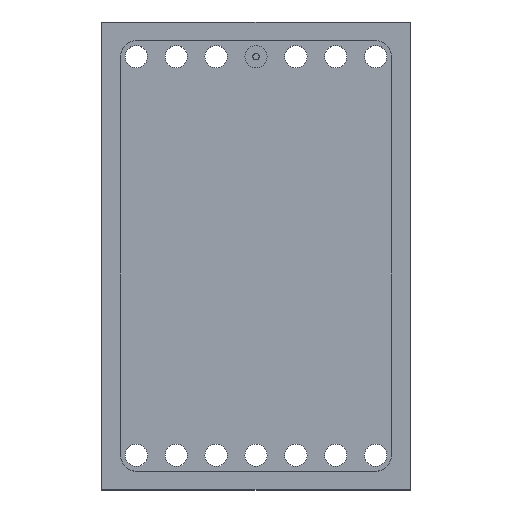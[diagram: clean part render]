
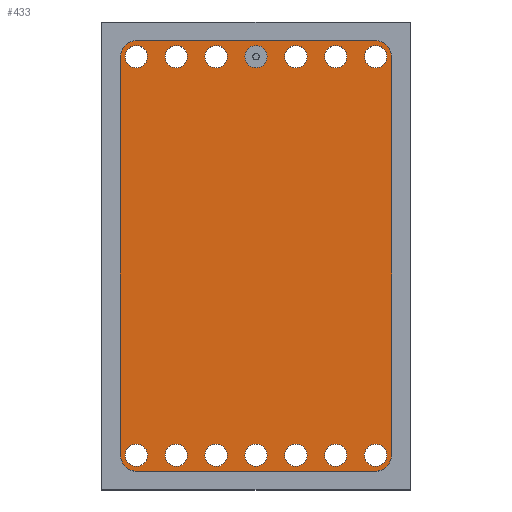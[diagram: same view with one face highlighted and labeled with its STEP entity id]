
A CAD part, top view. The second image highlights one B-rep face of the part: STEP entity #433.
In plain terms, the highlighted planar face has unit normal (0, 0, 1).
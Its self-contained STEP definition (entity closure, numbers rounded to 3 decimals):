
#433=ADVANCED_FACE('',(#793,#795,#797,#799,#801,#803,#805,#807,#809,#811,#813,#815,
#817,#819,#821),#823,.F.);
#793=FACE_BOUND('',#794,.T.);
#794=EDGE_LOOP('',(#1021,#1022,#1023,#1024,#1025,#1026,#1027,#1028));
#795=FACE_BOUND('',#796,.T.);
#796=EDGE_LOOP('',(#1029));
#797=FACE_BOUND('',#798,.T.);
#798=EDGE_LOOP('',(#1030));
#799=FACE_BOUND('',#800,.T.);
#800=EDGE_LOOP('',(#1031));
#801=FACE_BOUND('',#802,.T.);
#802=EDGE_LOOP('',(#1032));
#803=FACE_BOUND('',#804,.T.);
#804=EDGE_LOOP('',(#1033));
#805=FACE_BOUND('',#806,.T.);
#806=EDGE_LOOP('',(#1034));
#807=FACE_BOUND('',#808,.T.);
#808=EDGE_LOOP('',(#1035));
#809=FACE_BOUND('',#810,.T.);
#810=EDGE_LOOP('',(#1036));
#811=FACE_BOUND('',#812,.T.);
#812=EDGE_LOOP('',(#1037));
#813=FACE_BOUND('',#814,.T.);
#814=EDGE_LOOP('',(#1038));
#815=FACE_BOUND('',#816,.T.);
#816=EDGE_LOOP('',(#1039));
#817=FACE_BOUND('',#818,.T.);
#818=EDGE_LOOP('',(#1040));
#819=FACE_BOUND('',#820,.T.);
#820=EDGE_LOOP('',(#1041));
#821=FACE_BOUND('',#822,.T.);
#822=EDGE_LOOP('',(#1042));
#823=PLANE('',#824);
#824=AXIS2_PLACEMENT_3D('',#825,#826,#827);
#825=CARTESIAN_POINT('',(0.,0.,1.2));
#826=DIRECTION('',(-0.,0.,-1.));
#827=DIRECTION('',(-1.,0.,0.));
#1021=ORIENTED_EDGE('',*,*,#1137,.F.);
#1022=ORIENTED_EDGE('',*,*,#1138,.F.);
#1023=ORIENTED_EDGE('',*,*,#1139,.F.);
#1024=ORIENTED_EDGE('',*,*,#1140,.F.);
#1025=ORIENTED_EDGE('',*,*,#1141,.F.);
#1026=ORIENTED_EDGE('',*,*,#1142,.F.);
#1027=ORIENTED_EDGE('',*,*,#1143,.F.);
#1028=ORIENTED_EDGE('',*,*,#1144,.F.);
#1029=ORIENTED_EDGE('',*,*,#1128,.T.);
#1030=ORIENTED_EDGE('',*,*,#1127,.T.);
#1031=ORIENTED_EDGE('',*,*,#1126,.T.);
#1032=ORIENTED_EDGE('',*,*,#1125,.T.);
#1033=ORIENTED_EDGE('',*,*,#1124,.T.);
#1034=ORIENTED_EDGE('',*,*,#1123,.T.);
#1035=ORIENTED_EDGE('',*,*,#1122,.T.);
#1036=ORIENTED_EDGE('',*,*,#1121,.T.);
#1037=ORIENTED_EDGE('',*,*,#1120,.T.);
#1038=ORIENTED_EDGE('',*,*,#1119,.T.);
#1039=ORIENTED_EDGE('',*,*,#1118,.T.);
#1040=ORIENTED_EDGE('',*,*,#1117,.T.);
#1041=ORIENTED_EDGE('',*,*,#1116,.T.);
#1042=ORIENTED_EDGE('',*,*,#1115,.T.);
#1115=EDGE_CURVE('',#1211,#1211,#1212,.F.);
#1116=EDGE_CURVE('',#1213,#1213,#1214,.F.);
#1117=EDGE_CURVE('',#1215,#1215,#1216,.F.);
#1118=EDGE_CURVE('',#1217,#1217,#1218,.F.);
#1119=EDGE_CURVE('',#1219,#1219,#1220,.F.);
#1120=EDGE_CURVE('',#1221,#1221,#1222,.F.);
#1121=EDGE_CURVE('',#1223,#1223,#1224,.F.);
#1122=EDGE_CURVE('',#1225,#1225,#1226,.F.);
#1123=EDGE_CURVE('',#1227,#1227,#1228,.F.);
#1124=EDGE_CURVE('',#1229,#1229,#1230,.F.);
#1125=EDGE_CURVE('',#1231,#1231,#1232,.F.);
#1126=EDGE_CURVE('',#1233,#1233,#1234,.F.);
#1127=EDGE_CURVE('',#1235,#1235,#1236,.F.);
#1128=EDGE_CURVE('',#1237,#1237,#1238,.F.);
#1137=EDGE_CURVE('',#1255,#1256,#1257,.F.);
#1138=EDGE_CURVE('',#1258,#1255,#1259,.T.);
#1139=EDGE_CURVE('',#1260,#1258,#1261,.F.);
#1140=EDGE_CURVE('',#1262,#1260,#1263,.T.);
#1141=EDGE_CURVE('',#1264,#1262,#1265,.F.);
#1142=EDGE_CURVE('',#1266,#1264,#1267,.T.);
#1143=EDGE_CURVE('',#1268,#1266,#1269,.F.);
#1144=EDGE_CURVE('',#1256,#1268,#1270,.T.);
#1211=VERTEX_POINT('',#1415);
#1212=CIRCLE('',#1416,0.7);
#1213=VERTEX_POINT('',#1420);
#1214=CIRCLE('',#1421,0.7);
#1215=VERTEX_POINT('',#1425);
#1216=CIRCLE('',#1426,0.7);
#1217=VERTEX_POINT('',#1430);
#1218=CIRCLE('',#1431,0.7);
#1219=VERTEX_POINT('',#1435);
#1220=CIRCLE('',#1436,0.7);
#1221=VERTEX_POINT('',#1440);
#1222=CIRCLE('',#1441,0.7);
#1223=VERTEX_POINT('',#1445);
#1224=CIRCLE('',#1446,0.7);
#1225=VERTEX_POINT('',#1450);
#1226=CIRCLE('',#1451,0.7);
#1227=VERTEX_POINT('',#1455);
#1228=CIRCLE('',#1456,0.7);
#1229=VERTEX_POINT('',#1460);
#1230=CIRCLE('',#1461,0.7);
#1231=VERTEX_POINT('',#1465);
#1232=CIRCLE('',#1466,0.7);
#1233=VERTEX_POINT('',#1470);
#1234=CIRCLE('',#1471,0.7);
#1235=VERTEX_POINT('',#1475);
#1236=CIRCLE('',#1476,0.7);
#1237=VERTEX_POINT('',#1480);
#1238=CIRCLE('',#1481,0.7);
#1255=VERTEX_POINT('',#1521);
#1256=VERTEX_POINT('',#1522);
#1257=CIRCLE('',#1523,1.);
#1258=VERTEX_POINT('',#1527);
#1259=LINE('',#1528,#1529);
#1260=VERTEX_POINT('',#1531);
#1261=CIRCLE('',#1532,1.);
#1262=VERTEX_POINT('',#1536);
#1263=LINE('',#1537,#1538);
#1264=VERTEX_POINT('',#1540);
#1265=CIRCLE('',#1541,1.);
#1266=VERTEX_POINT('',#1545);
#1267=LINE('',#1546,#1547);
#1268=VERTEX_POINT('',#1549);
#1269=CIRCLE('',#1550,1.);
#1270=LINE('',#1554,#1555);
#1415=CARTESIAN_POINT('',(0.7,12.5,1.2));
#1416=AXIS2_PLACEMENT_3D('',#1417,#1418,#1419);
#1417=CARTESIAN_POINT('',(0.,12.5,1.2));
#1418=DIRECTION('',(0.,-0.,1.));
#1419=DIRECTION('',(1.,0.,-0.));
#1420=CARTESIAN_POINT('',(3.2,12.5,1.2));
#1421=AXIS2_PLACEMENT_3D('',#1422,#1423,#1424);
#1422=CARTESIAN_POINT('',(2.5,12.5,1.2));
#1423=DIRECTION('',(0.,-0.,1.));
#1424=DIRECTION('',(1.,0.,-0.));
#1425=CARTESIAN_POINT('',(5.7,12.5,1.2));
#1426=AXIS2_PLACEMENT_3D('',#1427,#1428,#1429);
#1427=CARTESIAN_POINT('',(5.,12.5,1.2));
#1428=DIRECTION('',(0.,-0.,1.));
#1429=DIRECTION('',(1.,0.,-0.));
#1430=CARTESIAN_POINT('',(8.2,12.5,1.2));
#1431=AXIS2_PLACEMENT_3D('',#1432,#1433,#1434);
#1432=CARTESIAN_POINT('',(7.5,12.5,1.2));
#1433=DIRECTION('',(0.,-0.,1.));
#1434=DIRECTION('',(1.,0.,-0.));
#1435=CARTESIAN_POINT('',(3.2,-12.5,1.2));
#1436=AXIS2_PLACEMENT_3D('',#1437,#1438,#1439);
#1437=CARTESIAN_POINT('',(2.5,-12.5,1.2));
#1438=DIRECTION('',(0.,-0.,1.));
#1439=DIRECTION('',(1.,0.,-0.));
#1440=CARTESIAN_POINT('',(5.7,-12.5,1.2));
#1441=AXIS2_PLACEMENT_3D('',#1442,#1443,#1444);
#1442=CARTESIAN_POINT('',(5.,-12.5,1.2));
#1443=DIRECTION('',(0.,-0.,1.));
#1444=DIRECTION('',(1.,0.,-0.));
#1445=CARTESIAN_POINT('',(8.2,-12.5,1.2));
#1446=AXIS2_PLACEMENT_3D('',#1447,#1448,#1449);
#1447=CARTESIAN_POINT('',(7.5,-12.5,1.2));
#1448=DIRECTION('',(0.,-0.,1.));
#1449=DIRECTION('',(1.,0.,-0.));
#1450=CARTESIAN_POINT('',(0.7,-12.5,1.2));
#1451=AXIS2_PLACEMENT_3D('',#1452,#1453,#1454);
#1452=CARTESIAN_POINT('',(0.,-12.5,1.2));
#1453=DIRECTION('',(0.,-0.,1.));
#1454=DIRECTION('',(1.,0.,-0.));
#1455=CARTESIAN_POINT('',(-6.8,-12.5,1.2));
#1456=AXIS2_PLACEMENT_3D('',#1457,#1458,#1459);
#1457=CARTESIAN_POINT('',(-7.5,-12.5,1.2));
#1458=DIRECTION('',(0.,-0.,1.));
#1459=DIRECTION('',(1.,0.,-0.));
#1460=CARTESIAN_POINT('',(-4.3,-12.5,1.2));
#1461=AXIS2_PLACEMENT_3D('',#1462,#1463,#1464);
#1462=CARTESIAN_POINT('',(-5.,-12.5,1.2));
#1463=DIRECTION('',(0.,-0.,1.));
#1464=DIRECTION('',(1.,0.,-0.));
#1465=CARTESIAN_POINT('',(-1.8,-12.5,1.2));
#1466=AXIS2_PLACEMENT_3D('',#1467,#1468,#1469);
#1467=CARTESIAN_POINT('',(-2.5,-12.5,1.2));
#1468=DIRECTION('',(0.,-0.,1.));
#1469=DIRECTION('',(1.,0.,-0.));
#1470=CARTESIAN_POINT('',(-6.8,12.5,1.2));
#1471=AXIS2_PLACEMENT_3D('',#1472,#1473,#1474);
#1472=CARTESIAN_POINT('',(-7.5,12.5,1.2));
#1473=DIRECTION('',(0.,-0.,1.));
#1474=DIRECTION('',(1.,0.,-0.));
#1475=CARTESIAN_POINT('',(-4.3,12.5,1.2));
#1476=AXIS2_PLACEMENT_3D('',#1477,#1478,#1479);
#1477=CARTESIAN_POINT('',(-5.,12.5,1.2));
#1478=DIRECTION('',(0.,-0.,1.));
#1479=DIRECTION('',(1.,0.,-0.));
#1480=CARTESIAN_POINT('',(-1.8,12.5,1.2));
#1481=AXIS2_PLACEMENT_3D('',#1482,#1483,#1484);
#1482=CARTESIAN_POINT('',(-2.5,12.5,1.2));
#1483=DIRECTION('',(0.,-0.,1.));
#1484=DIRECTION('',(1.,0.,-0.));
#1521=CARTESIAN_POINT('',(-7.5,-13.5,1.2));
#1522=CARTESIAN_POINT('',(-8.5,-12.5,1.2));
#1523=AXIS2_PLACEMENT_3D('',#1524,#1525,#1526);
#1524=CARTESIAN_POINT('',(-7.5,-12.5,1.2));
#1525=DIRECTION('',(0.,0.,1.));
#1526=DIRECTION('',(-1.,0.,0.));
#1527=CARTESIAN_POINT('',(7.5,-13.5,1.2));
#1528=CARTESIAN_POINT('',(7.5,-13.5,1.2));
#1529=VECTOR('',#1530,1.);
#1530=DIRECTION('',(-1.,0.,0.));
#1531=CARTESIAN_POINT('',(8.5,-12.5,1.2));
#1532=AXIS2_PLACEMENT_3D('',#1533,#1534,#1535);
#1533=CARTESIAN_POINT('',(7.5,-12.5,1.2));
#1534=DIRECTION('',(0.,-0.,1.));
#1535=DIRECTION('',(0.,-1.,0.));
#1536=CARTESIAN_POINT('',(8.5,12.5,1.2));
#1537=CARTESIAN_POINT('',(8.5,12.5,1.2));
#1538=VECTOR('',#1539,1.);
#1539=DIRECTION('',(0.,-1.,0.));
#1540=CARTESIAN_POINT('',(7.5,13.5,1.2));
#1541=AXIS2_PLACEMENT_3D('',#1542,#1543,#1544);
#1542=CARTESIAN_POINT('',(7.5,12.5,1.2));
#1543=DIRECTION('',(0.,-0.,1.));
#1544=DIRECTION('',(1.,0.,0.));
#1545=CARTESIAN_POINT('',(-7.5,13.5,1.2));
#1546=CARTESIAN_POINT('',(-7.5,13.5,1.2));
#1547=VECTOR('',#1548,1.);
#1548=DIRECTION('',(1.,0.,0.));
#1549=CARTESIAN_POINT('',(-8.5,12.5,1.2));
#1550=AXIS2_PLACEMENT_3D('',#1551,#1552,#1553);
#1551=CARTESIAN_POINT('',(-7.5,12.5,1.2));
#1552=DIRECTION('',(0.,0.,1.));
#1553=DIRECTION('',(0.,1.,0.));
#1554=CARTESIAN_POINT('',(-8.5,-12.5,1.2));
#1555=VECTOR('',#1556,1.);
#1556=DIRECTION('',(0.,1.,0.));
